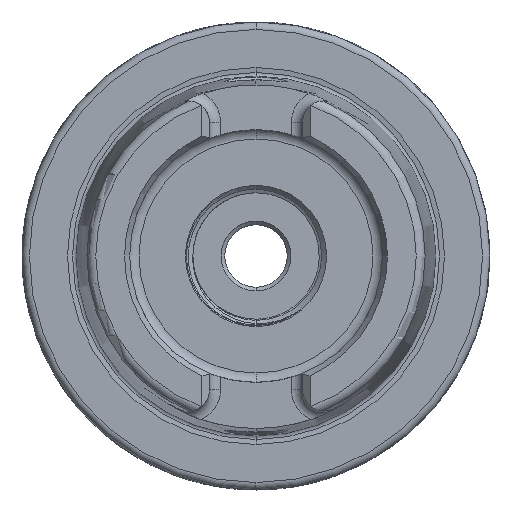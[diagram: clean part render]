
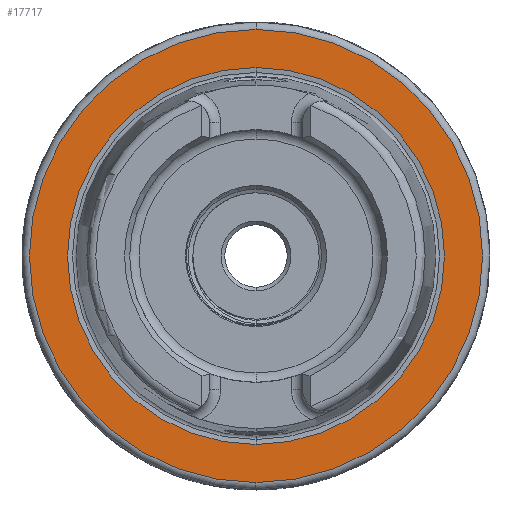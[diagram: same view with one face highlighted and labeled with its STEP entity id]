
A CAD part, left-side view. The second image highlights one B-rep face of the part: STEP entity #17717.
In plain terms, the highlighted planar face has unit normal (-1, 0, 0).
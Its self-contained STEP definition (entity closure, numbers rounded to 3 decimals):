
#118 = EDGE_CURVE ( 'NONE', #13042, #13041, #18629, .T. ) ;
#129 = EDGE_CURVE ( 'NONE', #13038, #13037, #18635, .T. ) ;
#197 = EDGE_CURVE ( 'NONE', #13037, #13038, #18656, .T. ) ;
#198 = EDGE_CURVE ( 'NONE', #13041, #13042, #18657, .T. ) ;
#377 = AXIS2_PLACEMENT_3D ( 'NONE', #17469, #17470, #17471 ) ;
#385 = AXIS2_PLACEMENT_3D ( 'NONE', #17466, #17467, #17468 ) ;
#1578 = AXIS2_PLACEMENT_3D ( 'NONE', #7507, #7511, #7512 ) ;
#1592 = AXIS2_PLACEMENT_3D ( 'NONE', #7543, #7544, #7545 ) ;
#4727 = CARTESIAN_POINT ( 'NONE',  ( 0., 0., -30.5 ) ) ;
#4728 = CARTESIAN_POINT ( 'NONE',  ( 0., 0., 30.5 ) ) ;
#4731 = CARTESIAN_POINT ( 'NONE',  ( 0., 0., -25.369 ) ) ;
#4732 = CARTESIAN_POINT ( 'NONE',  ( 0., 0., 25.369 ) ) ;
#4832 = PLANE ( 'NONE',  #4862 ) ;
#4833 = CARTESIAN_POINT ( 'NONE',  ( 0., 25.369, 0. ) ) ;
#4834 = DIRECTION ( 'NONE',  ( -1., 0., 0. ) ) ;
#4835 = DIRECTION ( 'NONE',  ( 0., 0., 1. ) ) ;
#4857 = FACE_OUTER_BOUND ( 'NONE', #10059, .T. ) ;
#4860 = FACE_BOUND ( 'NONE', #10060, .T. ) ;
#4862 = AXIS2_PLACEMENT_3D ( 'NONE', #4833, #4834, #4835 ) ;
#7507 = CARTESIAN_POINT ( 'NONE',  ( 0., 0., 0. ) ) ;
#7511 = DIRECTION ( 'NONE',  ( 1., 0., 0. ) ) ;
#7512 = DIRECTION ( 'NONE',  ( 0., 0., -1. ) ) ;
#7543 = CARTESIAN_POINT ( 'NONE',  ( 0., 0., 0. ) ) ;
#7544 = DIRECTION ( 'NONE',  ( -1., 0., 0. ) ) ;
#7545 = DIRECTION ( 'NONE',  ( 0., 0., 1. ) ) ;
#10059 = EDGE_LOOP ( 'NONE', ( #11088, #11089 ) ) ;
#10060 = EDGE_LOOP ( 'NONE', ( #11091, #11090 ) ) ;
#11088 = ORIENTED_EDGE ( 'NONE', *, *, #129, .T. ) ;
#11089 = ORIENTED_EDGE ( 'NONE', *, *, #197, .T. ) ;
#11090 = ORIENTED_EDGE ( 'NONE', *, *, #198, .T. ) ;
#11091 = ORIENTED_EDGE ( 'NONE', *, *, #118, .T. ) ;
#13037 = VERTEX_POINT ( 'NONE', #4727 ) ;
#13038 = VERTEX_POINT ( 'NONE', #4728 ) ;
#13041 = VERTEX_POINT ( 'NONE', #4731 ) ;
#13042 = VERTEX_POINT ( 'NONE', #4732 ) ;
#17466 = CARTESIAN_POINT ( 'NONE',  ( 0., 0., 0. ) ) ;
#17467 = DIRECTION ( 'NONE',  ( -1., 0., 0. ) ) ;
#17468 = DIRECTION ( 'NONE',  ( 0., 0., 1. ) ) ;
#17469 = CARTESIAN_POINT ( 'NONE',  ( 0., 0., 0. ) ) ;
#17470 = DIRECTION ( 'NONE',  ( 1., 0., 0. ) ) ;
#17471 = DIRECTION ( 'NONE',  ( 0., 0., -1. ) ) ;
#17717 = ADVANCED_FACE ( 'NONE', ( #4857, #4860 ), #4832, .T. ) ;
#18629 = CIRCLE ( 'NONE', #1578, 25.369 ) ;
#18635 = CIRCLE ( 'NONE', #1592, 30.5 ) ;
#18656 = CIRCLE ( 'NONE', #385, 30.5 ) ;
#18657 = CIRCLE ( 'NONE', #377, 25.369 ) ;
